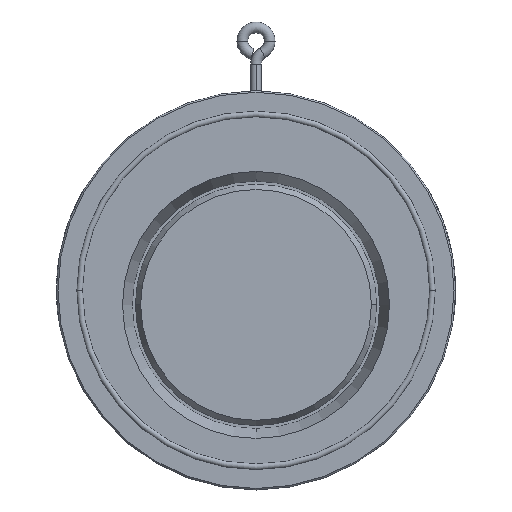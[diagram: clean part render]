
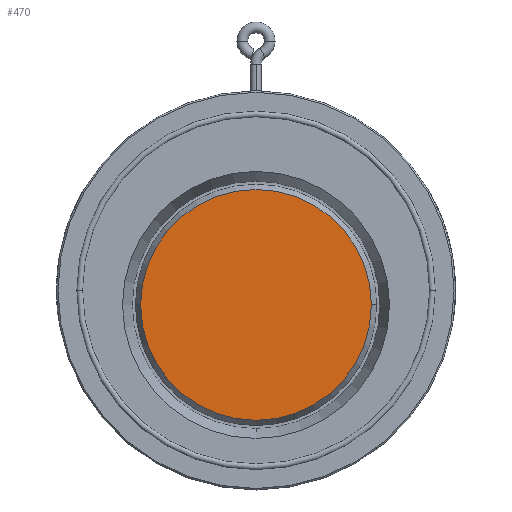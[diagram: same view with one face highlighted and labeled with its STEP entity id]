
A CAD part, top view. The second image highlights one B-rep face of the part: STEP entity #470.
In plain terms, the highlighted planar face has unit normal (0, 0, 1).
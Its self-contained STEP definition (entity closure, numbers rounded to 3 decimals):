
#185 = CARTESIAN_POINT ( 'NONE',  ( 0., -8., -0.51 ) ) ;
#370 = CIRCLE ( 'NONE', #3095, 63.613 ) ;
#418 = VERTEX_POINT ( 'NONE', #4754 ) ;
#470 = ADVANCED_FACE ( 'NONE', ( #523 ), #4292, .T. ) ;
#523 = FACE_OUTER_BOUND ( 'NONE', #3638, .T. ) ;
#1026 = EDGE_CURVE ( 'NONE', #418, #6739, #5551, .T. ) ;
#1610 = DIRECTION ( 'NONE',  ( 1., 0., 0. ) ) ;
#2116 = AXIS2_PLACEMENT_3D ( 'NONE', #6087, #3006, #1610 ) ;
#2670 = DIRECTION ( 'NONE',  ( -1., 0., 0. ) ) ;
#2728 = DIRECTION ( 'NONE',  ( 0., 0., -1. ) ) ;
#2805 = CARTESIAN_POINT ( 'NONE',  ( 0., -8., -0.51 ) ) ;
#3006 = DIRECTION ( 'NONE',  ( 0., 0., 1. ) ) ;
#3095 = AXIS2_PLACEMENT_3D ( 'NONE', #2805, #2728, #7859 ) ;
#3143 = ORIENTED_EDGE ( 'NONE', *, *, #7822, .F. ) ;
#3177 = ORIENTED_EDGE ( 'NONE', *, *, #1026, .F. ) ;
#3638 = EDGE_LOOP ( 'NONE', ( #3177, #3143 ) ) ;
#4292 = PLANE ( 'NONE',  #2116 ) ;
#4754 = CARTESIAN_POINT ( 'NONE',  ( -63.613, -8., -0.51 ) ) ;
#5551 = CIRCLE ( 'NONE', #7657, 63.613 ) ;
#6087 = CARTESIAN_POINT ( 'NONE',  ( 0., 55.613, -0.51 ) ) ;
#6739 = VERTEX_POINT ( 'NONE', #7685 ) ;
#7175 = DIRECTION ( 'NONE',  ( 0., 0., -1. ) ) ;
#7657 = AXIS2_PLACEMENT_3D ( 'NONE', #185, #7175, #2670 ) ;
#7685 = CARTESIAN_POINT ( 'NONE',  ( 63.613, -8., -0.51 ) ) ;
#7822 = EDGE_CURVE ( 'NONE', #6739, #418, #370, .T. ) ;
#7859 = DIRECTION ( 'NONE',  ( -1., 0., 0. ) ) ;
